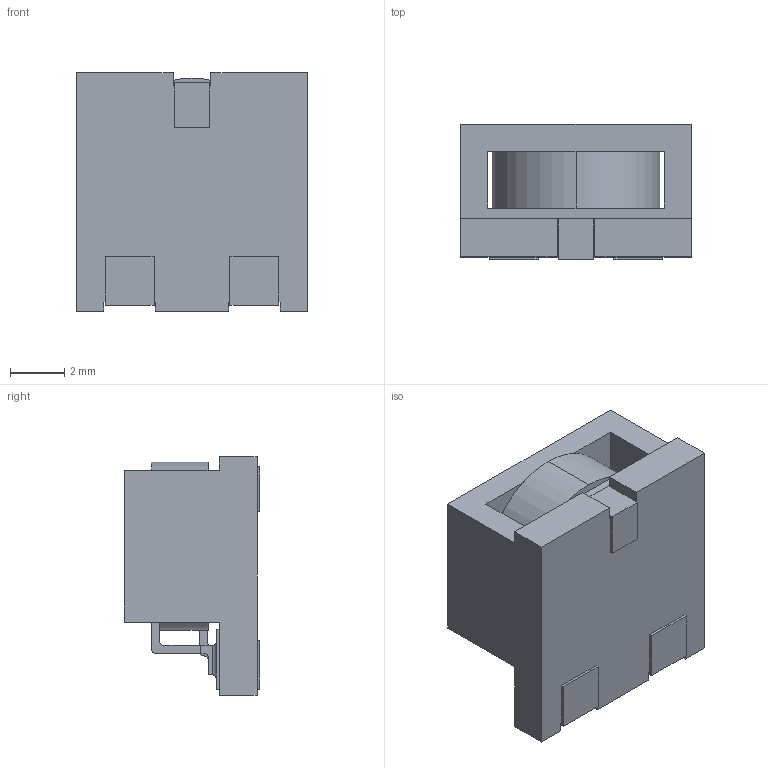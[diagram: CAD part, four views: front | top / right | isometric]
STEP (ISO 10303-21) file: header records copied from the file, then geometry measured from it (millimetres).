
FILE_DESCRIPTION (( 'STEP AP214' ), '1' );
FILE_NAME ('Coilcraft-SER8050.STEP', '2019-02-11T12:48:42', ( '' ), ( '' ), 'SwSTEP 2.0', 'SolidWorks 2019', '' );
FILE_SCHEMA (( 'AUTOMOTIVE_DESIGN' ));
Length unit declared in the file: millimetre
Products named in the file (1): Coilcraft-SER8050
Bounding box: 8.5 x 5 x 8.8 mm (x, y, z)
Volume: 260.5 mm3; surface area: 373.6 mm2
Topology: 1 solids, 1 shells, 256 faces, 619 edges, 384 vertices
Faces by surface type: plane 162, bspline 76, cylinder 18
Entity records: 14325 total; most frequent: CARTESIAN_POINT 6056, ORIENTED_EDGE 1238, DIRECTION 853, EDGE_CURVE 619, LINE 427, VECTOR 427, VERTEX_POINT 384, EDGE_LOOP 279
